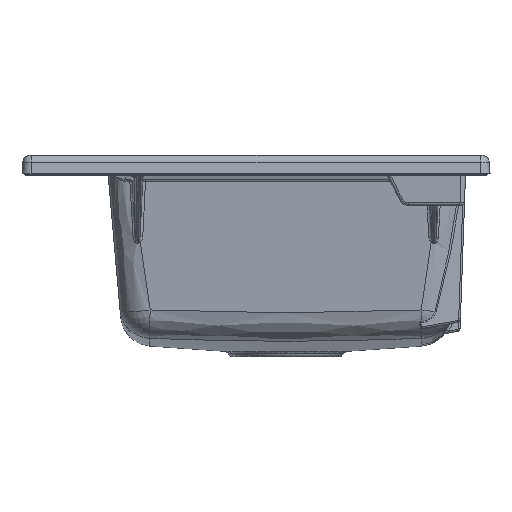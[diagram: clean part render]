
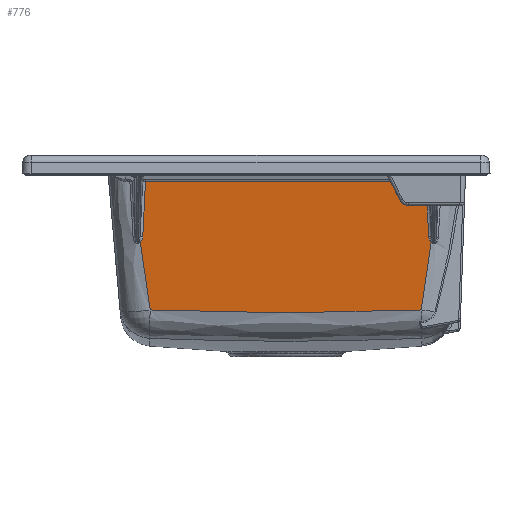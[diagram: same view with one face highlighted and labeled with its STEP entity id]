
A CAD part, left-side view. The second image highlights one B-rep face of the part: STEP entity #776.
In plain terms, the highlighted planar face has unit normal (-0.996, 0, -0.087).
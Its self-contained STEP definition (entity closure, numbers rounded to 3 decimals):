
#405=PLANE('',#5838);
#464=B_SPLINE_CURVE_WITH_KNOTS('',3,(#7792,#7793,#7794,#7795),
 .UNSPECIFIED.,.F.,.F.,(4,4),(0.,1.),.UNSPECIFIED.);
#555=B_SPLINE_CURVE_WITH_KNOTS('',3,(#16338,#16339,#16340,#16341,#16342),
 .UNSPECIFIED.,.F.,.F.,(4,1,4),(0.,0.5,1.),.UNSPECIFIED.);
#587=B_SPLINE_CURVE_WITH_KNOTS('',3,(#18364,#18365,#18366,#18367,#18368,
#18369),.UNSPECIFIED.,.F.,.F.,(4,2,4),(0.,0.5,1.),.UNSPECIFIED.);
#588=B_SPLINE_CURVE_WITH_KNOTS('',3,(#18371,#18372,#18373,#18374),
 .UNSPECIFIED.,.F.,.F.,(4,4),(0.,1.),.UNSPECIFIED.);
#589=B_SPLINE_CURVE_WITH_KNOTS('',3,(#18375,#18376,#18377,#18378,#18379,
#18380),.UNSPECIFIED.,.F.,.F.,(4,2,4),(0.,0.5,1.),.UNSPECIFIED.);
#776=ADVANCED_FACE('',(#1271),#405,.T.);
#1271=FACE_OUTER_BOUND('',#1654,.T.);
#1654=EDGE_LOOP('',(#2547,#2548,#2549,#2550,#2551,#2552,#2553,#2554));
#2547=ORIENTED_EDGE('',*,*,#4718,.T.);
#2548=ORIENTED_EDGE('',*,*,#4491,.T.);
#2549=ORIENTED_EDGE('',*,*,#4719,.T.);
#2550=ORIENTED_EDGE('',*,*,#4720,.T.);
#2551=ORIENTED_EDGE('',*,*,#4721,.T.);
#2552=ORIENTED_EDGE('',*,*,#4622,.T.);
#2553=ORIENTED_EDGE('',*,*,#4499,.T.);
#2554=ORIENTED_EDGE('',*,*,#4722,.T.);
#4005=VERTEX_POINT('',#7741);
#4006=VERTEX_POINT('',#7743);
#4013=VERTEX_POINT('',#7791);
#4014=VERTEX_POINT('',#7796);
#4123=VERTEX_POINT('',#16343);
#4207=VERTEX_POINT('',#18361);
#4208=VERTEX_POINT('',#18363);
#4209=VERTEX_POINT('',#18370);
#4491=EDGE_CURVE('',#4006,#4005,#5351,.T.);
#4499=EDGE_CURVE('',#4014,#4013,#464,.T.);
#4622=EDGE_CURVE('',#4123,#4014,#555,.T.);
#4718=EDGE_CURVE('',#4207,#4006,#5426,.T.);
#4719=EDGE_CURVE('',#4005,#4208,#5427,.T.);
#4720=EDGE_CURVE('',#4208,#4209,#587,.T.);
#4721=EDGE_CURVE('',#4209,#4123,#588,.T.);
#4722=EDGE_CURVE('',#4013,#4207,#589,.T.);
#5351=LINE('',#7742,#5563);
#5426=LINE('',#18360,#5638);
#5427=LINE('',#18362,#5639);
#5563=VECTOR('',#6370,1.);
#5638=VECTOR('',#6549,1.);
#5639=VECTOR('',#6550,1.);
#5838=AXIS2_PLACEMENT_3D('',#18381,#6551,#6552);
#6370=DIRECTION('',(0.,1.,0.));
#6549=DIRECTION('',(-0.087,0.05,0.995));
#6550=DIRECTION('',(0.087,0.05,-0.995));
#6551=DIRECTION('',(-0.996,0.,-0.087));
#6552=DIRECTION('',(0.087,0.,-0.996));
#7741=CARTESIAN_POINT('',(-1171.549,375.357,-20.621));
#7742=CARTESIAN_POINT('',(-1171.549,52.93,-20.621));
#7743=CARTESIAN_POINT('',(-1171.549,68.643,-20.621));
#7791=CARTESIAN_POINT('',(-1165.751,62.973,-86.892));
#7792=CARTESIAN_POINT('',(-1159.267,73.772,-161.008));
#7793=CARTESIAN_POINT('',(-1161.429,70.173,-136.303));
#7794=CARTESIAN_POINT('',(-1163.59,66.573,-111.597));
#7795=CARTESIAN_POINT('',(-1165.751,62.973,-86.892));
#7796=CARTESIAN_POINT('',(-1159.267,73.772,-161.008));
#16338=CARTESIAN_POINT('',(-1159.267,370.228,-161.008));
#16339=CARTESIAN_POINT('',(-1159.1,320.819,-162.922));
#16340=CARTESIAN_POINT('',(-1158.886,222.,-165.361));
#16341=CARTESIAN_POINT('',(-1159.1,123.181,-162.922));
#16342=CARTESIAN_POINT('',(-1159.267,73.772,-161.008));
#16343=CARTESIAN_POINT('',(-1159.267,370.228,-161.008));
#18360=CARTESIAN_POINT('',(-1173.817,69.938,5.295));
#18361=CARTESIAN_POINT('',(-1166.309,65.649,-80.518));
#18362=CARTESIAN_POINT('',(-1175.393,373.161,23.308));
#18363=CARTESIAN_POINT('',(-1166.309,378.351,-80.518));
#18364=CARTESIAN_POINT('',(-1166.309,378.351,-80.518));
#18365=CARTESIAN_POINT('',(-1166.205,378.411,-81.705));
#18366=CARTESIAN_POINT('',(-1166.103,378.644,-82.877));
#18367=CARTESIAN_POINT('',(-1165.911,379.497,-85.072));
#18368=CARTESIAN_POINT('',(-1165.82,380.111,-86.113));
#18369=CARTESIAN_POINT('',(-1165.751,381.027,-86.892));
#18370=CARTESIAN_POINT('',(-1165.751,381.027,-86.892));
#18371=CARTESIAN_POINT('',(-1165.751,381.027,-86.892));
#18372=CARTESIAN_POINT('',(-1163.59,377.427,-111.597));
#18373=CARTESIAN_POINT('',(-1161.429,373.827,-136.303));
#18374=CARTESIAN_POINT('',(-1159.267,370.228,-161.008));
#18375=CARTESIAN_POINT('',(-1165.751,62.973,-86.892));
#18376=CARTESIAN_POINT('',(-1165.819,63.886,-86.115));
#18377=CARTESIAN_POINT('',(-1165.911,64.508,-85.065));
#18378=CARTESIAN_POINT('',(-1166.105,65.363,-82.855));
#18379=CARTESIAN_POINT('',(-1166.205,65.589,-81.705));
#18380=CARTESIAN_POINT('',(-1166.309,65.649,-80.518));
#18381=CARTESIAN_POINT('',(-1173.947,40.,6.78));
